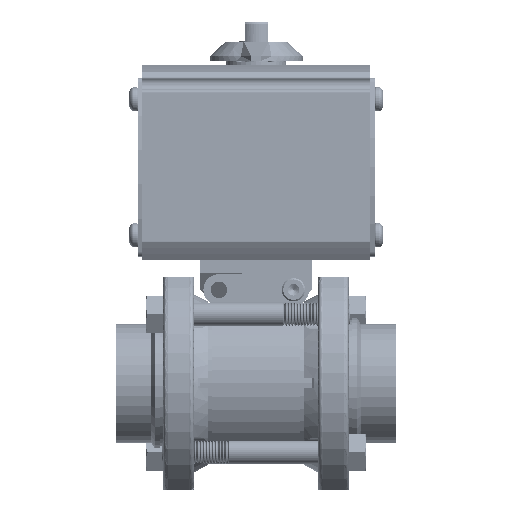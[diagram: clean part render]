
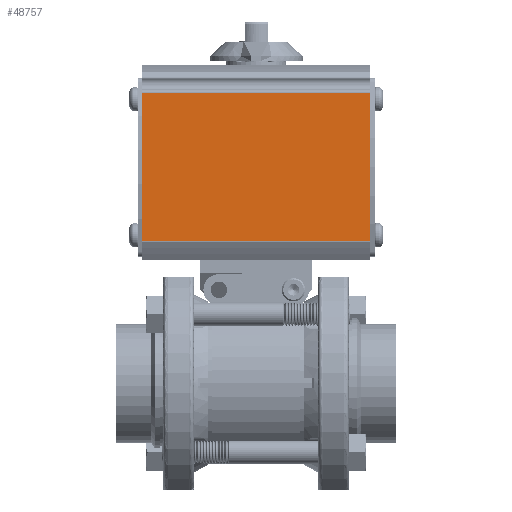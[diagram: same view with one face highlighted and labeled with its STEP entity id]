
A CAD part, top view. The second image highlights one B-rep face of the part: STEP entity #48757.
In plain terms, the highlighted planar face has unit normal (0, 0, 1).
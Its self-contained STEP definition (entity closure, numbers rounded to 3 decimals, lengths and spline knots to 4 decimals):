
#4835 = DIRECTION ( 'NONE',  ( 0., 0., -1. ) ) ;
#10004 = LINE ( 'NONE', #101418, #33679 ) ;
#13721 = ORIENTED_EDGE ( 'NONE', *, *, #48227, .T. ) ;
#14158 = DIRECTION ( 'NONE',  ( 0., 1., 0. ) ) ;
#14951 = CARTESIAN_POINT ( 'NONE',  ( -1.5109, 3.7931, 3.281 ) ) ;
#15386 = LINE ( 'NONE', #58532, #59975 ) ;
#17309 = DIRECTION ( 'NONE',  ( 0., -1., 0. ) ) ;
#17743 = VERTEX_POINT ( 'NONE', #107702 ) ;
#19033 = ORIENTED_EDGE ( 'NONE', *, *, #86453, .F. ) ;
#22523 = AXIS2_PLACEMENT_3D ( 'NONE', #31301, #4835, #67174 ) ;
#27094 = LINE ( 'NONE', #88474, #42393 ) ;
#30281 = LINE ( 'NONE', #109534, #53931 ) ;
#31301 = CARTESIAN_POINT ( 'NONE',  ( -5.0238, 3.8004, 3.281 ) ) ;
#33679 = VECTOR ( 'NONE', #110368, 39.3701 ) ;
#42393 = VECTOR ( 'NONE', #17309, 39.3701 ) ;
#46327 = CARTESIAN_POINT ( 'NONE',  ( -1.5109, 1.7988, 3.281 ) ) ;
#47331 = DIRECTION ( 'NONE',  ( -1., 0., 0. ) ) ;
#48227 = EDGE_CURVE ( 'NONE', #17743, #52574, #30281, .T. ) ;
#48757 = ADVANCED_FACE ( 'NONE', ( #112297 ), #58187, .F. ) ;
#49215 = ORIENTED_EDGE ( 'NONE', *, *, #81885, .F. ) ;
#52574 = VERTEX_POINT ( 'NONE', #14951 ) ;
#53931 = VECTOR ( 'NONE', #47331, 39.3701 ) ;
#58187 = PLANE ( 'NONE',  #22523 ) ;
#58532 = CARTESIAN_POINT ( 'NONE',  ( -1.5109, 3.8004, 3.281 ) ) ;
#59975 = VECTOR ( 'NONE', #14158, 39.3701 ) ;
#61673 = VERTEX_POINT ( 'NONE', #76866 ) ;
#63836 = EDGE_LOOP ( 'NONE', ( #19033, #13721, #49215, #104874 ) ) ;
#67174 = DIRECTION ( 'NONE',  ( 0., -1., 0. ) ) ;
#70304 = VERTEX_POINT ( 'NONE', #46327 ) ;
#76866 = CARTESIAN_POINT ( 'NONE',  ( 1.5441, 1.7988, 3.281 ) ) ;
#81885 = EDGE_CURVE ( 'NONE', #70304, #52574, #15386, .T. ) ;
#86453 = EDGE_CURVE ( 'NONE', #17743, #61673, #27094, .T. ) ;
#88474 = CARTESIAN_POINT ( 'NONE',  ( 1.5441, 3.8004, 3.281 ) ) ;
#93375 = EDGE_CURVE ( 'NONE', #70304, #61673, #10004, .T. ) ;
#101418 = CARTESIAN_POINT ( 'NONE',  ( -5.0238, 1.7988, 3.281 ) ) ;
#104874 = ORIENTED_EDGE ( 'NONE', *, *, #93375, .T. ) ;
#107702 = CARTESIAN_POINT ( 'NONE',  ( 1.5441, 3.7931, 3.281 ) ) ;
#109534 = CARTESIAN_POINT ( 'NONE',  ( -5.0238, 3.7931, 3.281 ) ) ;
#110368 = DIRECTION ( 'NONE',  ( 1., 0., 0. ) ) ;
#112297 = FACE_OUTER_BOUND ( 'NONE', #63836, .T. ) ;
